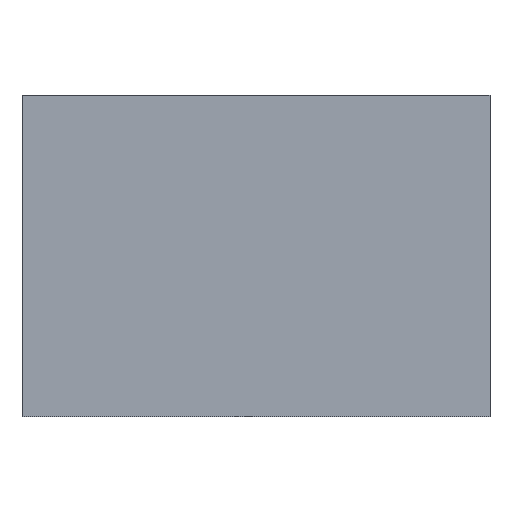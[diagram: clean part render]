
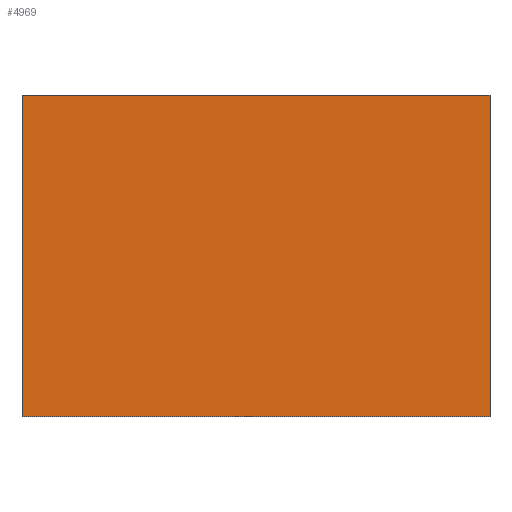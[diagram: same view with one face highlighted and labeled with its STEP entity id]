
A CAD part, front view. The second image highlights one B-rep face of the part: STEP entity #4969.
In plain terms, the highlighted planar face has unit normal (0, -1, 0).
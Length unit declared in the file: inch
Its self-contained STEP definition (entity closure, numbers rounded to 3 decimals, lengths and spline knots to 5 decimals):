
#31 = ORIENTED_EDGE ( 'NONE', *, *, #2356, .F. ) ;
#170 = VERTEX_POINT ( 'NONE', #2217 ) ;
#212 = VECTOR ( 'NONE', #3560, 39.37008 ) ;
#300 = DIRECTION ( 'NONE',  ( 0., 0., 1. ) ) ;
#383 = VECTOR ( 'NONE', #300, 39.37008 ) ;
#597 = DIRECTION ( 'NONE',  ( 0., 1., 0. ) ) ;
#637 = CARTESIAN_POINT ( 'NONE',  ( -0.4, -0.03125, -0.275 ) ) ;
#659 = DIRECTION ( 'NONE',  ( 0., 0., 1. ) ) ;
#835 = EDGE_CURVE ( 'NONE', #2882, #170, #4929, .T. ) ;
#1047 = CARTESIAN_POINT ( 'NONE',  ( 0., -0.03125, 0. ) ) ;
#1167 = VERTEX_POINT ( 'NONE', #3766 ) ;
#1451 = LINE ( 'NONE', #3027, #212 ) ;
#1566 = EDGE_LOOP ( 'NONE', ( #4707, #3522, #1836, #31 ) ) ;
#1635 = LINE ( 'NONE', #5046, #4547 ) ;
#1704 = LINE ( 'NONE', #637, #383 ) ;
#1836 = ORIENTED_EDGE ( 'NONE', *, *, #835, .F. ) ;
#2142 = EDGE_CURVE ( 'NONE', #170, #4349, #1451, .T. ) ;
#2217 = CARTESIAN_POINT ( 'NONE',  ( 0.4, -0.03125, -0.275 ) ) ;
#2356 = EDGE_CURVE ( 'NONE', #1167, #2882, #1635, .T. ) ;
#2618 = CARTESIAN_POINT ( 'NONE',  ( 0.4, -0.03125, 0.275 ) ) ;
#2857 = CARTESIAN_POINT ( 'NONE',  ( 0.4, -0.03125, -0.275 ) ) ;
#2882 = VERTEX_POINT ( 'NONE', #2618 ) ;
#2975 = AXIS2_PLACEMENT_3D ( 'NONE', #1047, #597, #659 ) ;
#3027 = CARTESIAN_POINT ( 'NONE',  ( -0.4, -0.03125, -0.275 ) ) ;
#3522 = ORIENTED_EDGE ( 'NONE', *, *, #2142, .F. ) ;
#3560 = DIRECTION ( 'NONE',  ( -1., 0., 0. ) ) ;
#3766 = CARTESIAN_POINT ( 'NONE',  ( -0.4, -0.03125, 0.275 ) ) ;
#3791 = PLANE ( 'NONE',  #2975 ) ;
#3874 = CARTESIAN_POINT ( 'NONE',  ( -0.4, -0.03125, -0.275 ) ) ;
#4349 = VERTEX_POINT ( 'NONE', #3874 ) ;
#4547 = VECTOR ( 'NONE', #5612, 39.37008 ) ;
#4566 = EDGE_CURVE ( 'NONE', #4349, #1167, #1704, .T. ) ;
#4707 = ORIENTED_EDGE ( 'NONE', *, *, #4566, .F. ) ;
#4929 = LINE ( 'NONE', #2857, #6308 ) ;
#4969 = ADVANCED_FACE ( 'NONE', ( #5995 ), #3791, .F. ) ;
#5046 = CARTESIAN_POINT ( 'NONE',  ( -0.4, -0.03125, 0.275 ) ) ;
#5612 = DIRECTION ( 'NONE',  ( 1., 0., 0. ) ) ;
#5995 = FACE_OUTER_BOUND ( 'NONE', #1566, .T. ) ;
#6140 = DIRECTION ( 'NONE',  ( 0., 0., -1. ) ) ;
#6308 = VECTOR ( 'NONE', #6140, 39.37008 ) ;
